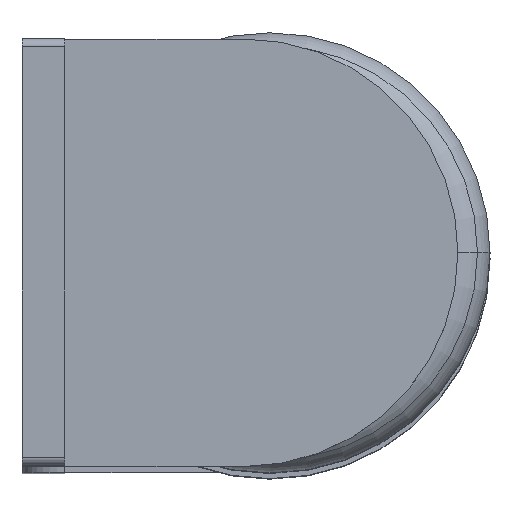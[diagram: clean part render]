
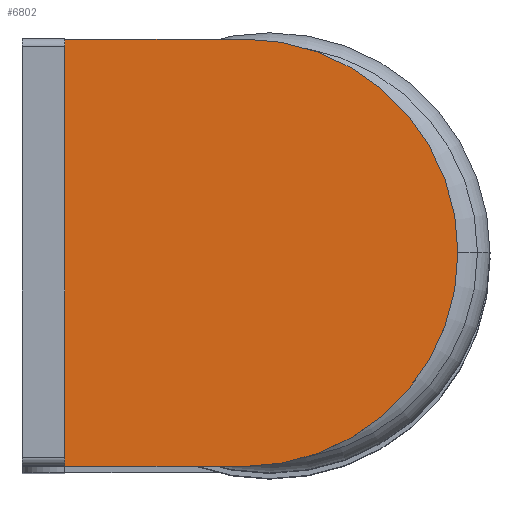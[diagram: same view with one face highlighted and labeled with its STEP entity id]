
A CAD part, top view. The second image highlights one B-rep face of the part: STEP entity #6802.
In plain terms, the highlighted planar face has unit normal (0, 0, 1).
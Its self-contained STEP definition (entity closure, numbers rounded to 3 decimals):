
#6408=DIRECTION('',(-1.,0.,0.));
#6409=VECTOR('',#6408,4.2);
#6410=CARTESIAN_POINT('',(-0.6,5.,9.2));
#6411=LINE('',#6410,#6409);
#6415=CARTESIAN_POINT('',(-0.6,0.,9.2));
#6416=DIRECTION('',(0.,0.,1.));
#6417=DIRECTION('',(0.,-1.,0.));
#6418=AXIS2_PLACEMENT_3D('',#6415,#6416,#6417);
#6423=DIRECTION('',(1.,0.,0.));
#6424=VECTOR('',#6423,4.2);
#6425=CARTESIAN_POINT('',(-4.8,-5.,9.2));
#6426=LINE('',#6425,#6424);
#6430=DIRECTION('',(0.,-1.,0.));
#6431=VECTOR('',#6430,10.);
#6432=CARTESIAN_POINT('',(-4.8,5.,9.2));
#6433=LINE('',#6432,#6431);
#6627=CARTESIAN_POINT('',(-0.6,-5.,9.2));
#6628=VERTEX_POINT('',#6627);
#6629=CARTESIAN_POINT('',(-4.8,-5.,9.2));
#6630=VERTEX_POINT('',#6629);
#6637=CARTESIAN_POINT('',(-0.6,5.,9.2));
#6638=VERTEX_POINT('',#6637);
#6639=CARTESIAN_POINT('',(-4.8,5.,9.2));
#6640=VERTEX_POINT('',#6639);
#6790=CARTESIAN_POINT('',(-3.2,0.,9.2));
#6791=DIRECTION('',(0.,0.,1.));
#6792=DIRECTION('',(1.,0.,0.));
#6793=AXIS2_PLACEMENT_3D('',#6790,#6791,#6792);
#6794=PLANE('',#6793);
#6795=ORIENTED_EDGE('',*,*,#6754,.F.);
#6796=ORIENTED_EDGE('',*,*,#6785,.F.);
#6797=ORIENTED_EDGE('',*,*,#6705,.F.);
#6799=ORIENTED_EDGE('',*,*,#6798,.F.);
#6800=EDGE_LOOP('',(#6795,#6796,#6797,#6799));
#6801=FACE_OUTER_BOUND('',#6800,.F.);
#6419=CIRCLE('',#6418,5.);
#6705=EDGE_CURVE('',#6630,#6628,#6426,.T.);
#6754=EDGE_CURVE('',#6638,#6640,#6411,.T.);
#6785=EDGE_CURVE('',#6628,#6638,#6419,.T.);
#6798=EDGE_CURVE('',#6640,#6630,#6433,.T.);
#6802=ADVANCED_FACE('',(#6801),#6794,.T.);
